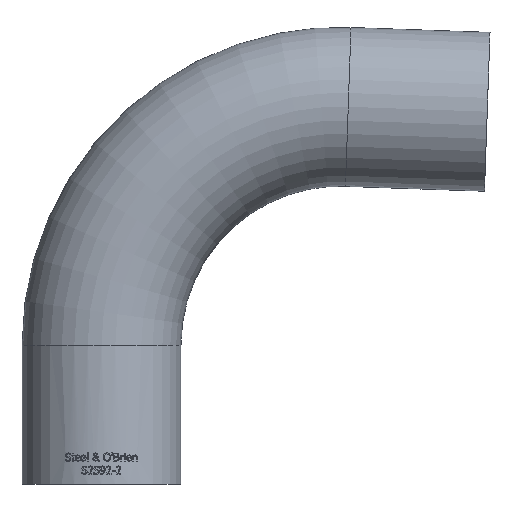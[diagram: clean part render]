
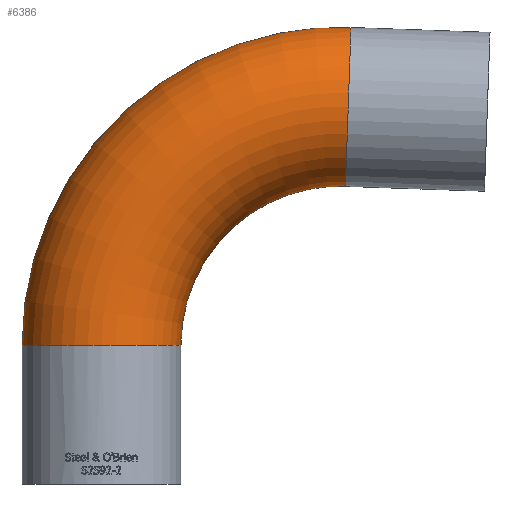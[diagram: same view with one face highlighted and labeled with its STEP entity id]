
A CAD part, top view. The second image highlights one B-rep face of the part: STEP entity #6386.
In plain terms, the highlighted toroidal (fillet/blend) face has major radius 76.2 mm and minor radius 25.4 mm.
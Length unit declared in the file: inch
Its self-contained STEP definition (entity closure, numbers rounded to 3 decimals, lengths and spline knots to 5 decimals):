
#14=TOROIDAL_SURFACE('',#6669,3.,1.);
#64=FACE_BOUND('',#1120,.T.);
#733=FACE_OUTER_BOUND('',#1119,.T.);
#1119=EDGE_LOOP('',(#5969));
#1120=EDGE_LOOP('',(#5970));
#1642=CIRCLE('',#6649,1.);
#1649=CIRCLE('',#6668,1.);
#3114=VERTEX_POINT('',#14778);
#3121=VERTEX_POINT('',#14804);
#4067=EDGE_CURVE('',#3114,#3114,#1642,.T.);
#4074=EDGE_CURVE('',#3121,#3121,#1649,.T.);
#5969=ORIENTED_EDGE('',*,*,#4074,.T.);
#5970=ORIENTED_EDGE('',*,*,#4067,.F.);
#6386=ADVANCED_FACE('',(#733,#64),#14,.T.);
#6649=AXIS2_PLACEMENT_3D('',#14779,#7604,#7605);
#6668=AXIS2_PLACEMENT_3D('',#14805,#7642,#7643);
#6669=AXIS2_PLACEMENT_3D('',#14806,#7644,#7645);
#7604=DIRECTION('center_axis',(0.,-1.,0.));
#7605=DIRECTION('ref_axis',(1.,0.,0.));
#7642=DIRECTION('center_axis',(-0.999,0.035,0.));
#7643=DIRECTION('ref_axis',(-0.035,-0.999,0.));
#7644=DIRECTION('center_axis',(0.,0.,-1.));
#7645=DIRECTION('ref_axis',(-1.,0.,0.));
#14778=CARTESIAN_POINT('',(-4.,0.,0.));
#14779=CARTESIAN_POINT('Origin',(-3.,0.,0.));
#14804=CARTESIAN_POINT('',(0.1396,3.99756,0.));
#14805=CARTESIAN_POINT('Origin',(0.1047,2.99817,0.));
#14806=CARTESIAN_POINT('Origin',(0.,0.,0.));
